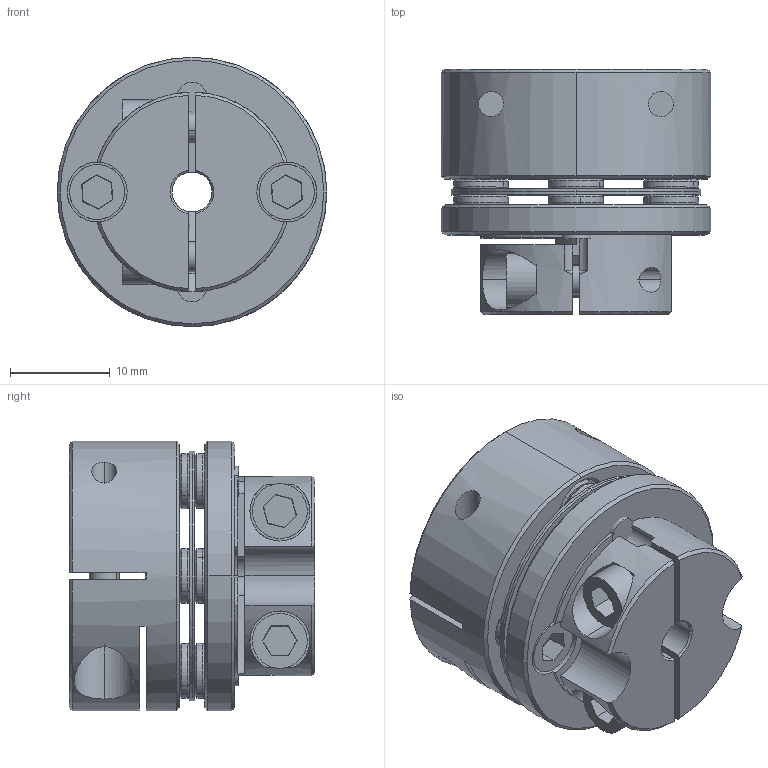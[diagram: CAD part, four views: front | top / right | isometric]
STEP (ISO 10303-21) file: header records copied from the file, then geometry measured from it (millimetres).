
FILE_DESCRIPTION(/* description */ ('Alibre Inc.'),/* implementation_level */ '2;1');
FILE_NAME(/* name */ 'export-2FC3AC3D-9A77-4055-AFF6-28992B57EB47',/* time_stamp */ '2024-06-08T12:32:46+02:00',/* author */ (''),/* organization */ (''),/* preprocessor_version */ 'ST-DEVELOPER v17',/* originating_system */ 'Alibre',/* authorisation */ '');
FILE_SCHEMA (('AUTOMOTIVE_DESIGN'));
Length unit declared in the file: millimetre
Products named in the file (8): Á³µ·_M3L7; Á³µ·®Mµ©_SGS27; Á³µ·_M3L6; ¶ê½L¼u¤ù_SGS27; SG27ºÝ¥»Åé_27¤º8; SG ºÝ¥»Åé²Õ¦X_SG27; SB27ºÝ¥»Åé_27¤º4; SGS27(4-8)
Bounding box: 27 x 24.6 x 27 mm (x, y, z)
Volume: 8511.7 mm3; surface area: 9539.9 mm2
Topology: 20 solids, 20 shells, 410 faces, 977 edges, 612 vertices
Faces by surface type: cylinder 161, plane 125, cone 108, torus 16
Entity records: 7559 total; most frequent: CARTESIAN_POINT 1775, DIRECTION 1232, ORIENTED_EDGE 1126, EDGE_CURVE 563, AXIS2_PLACEMENT_3D 524, VERTEX_POINT 356, CIRCLE 268, EDGE_LOOP 259
